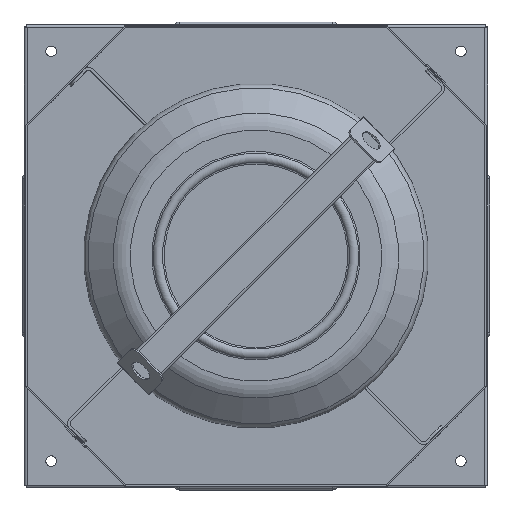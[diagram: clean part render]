
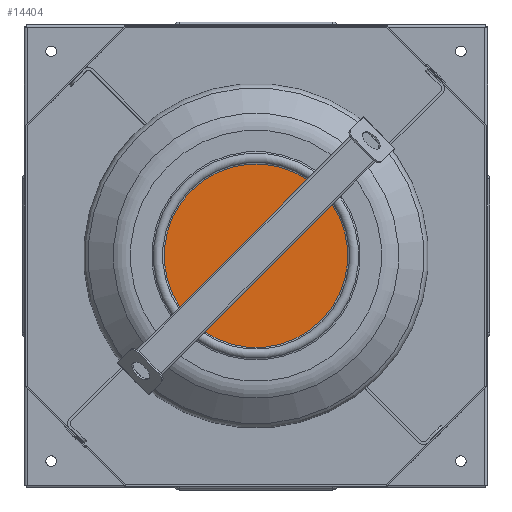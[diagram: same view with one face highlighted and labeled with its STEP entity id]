
A CAD part, top view. The second image highlights one B-rep face of the part: STEP entity #14404.
In plain terms, the highlighted planar face has unit normal (0, 0, 1).
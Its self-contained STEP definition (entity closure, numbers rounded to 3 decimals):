
#14262 = TOROIDAL_SURFACE('',#14263,103.072,2.);
#14263 = AXIS2_PLACEMENT_3D('',#14264,#14265,#14266);
#14264 = CARTESIAN_POINT('',(0.,0.,315.));
#14265 = DIRECTION('',(0.,0.,1.));
#14266 = DIRECTION('',(-0.707,0.707,
    0.));
#14326 = VERTEX_POINT('',#14327);
#14327 = CARTESIAN_POINT('',(72.883,-72.883,313.));
#14351 = EDGE_CURVE('',#14326,#14326,#14352,.T.);
#14352 = SURFACE_CURVE('',#14353,(#14358,#14387),.PCURVE_S1.);
#14353 = CIRCLE('',#14354,103.072);
#14354 = AXIS2_PLACEMENT_3D('',#14355,#14356,#14357);
#14355 = CARTESIAN_POINT('',(0.,0.,313.));
#14356 = DIRECTION('',(0.,0.,-1.));
#14357 = DIRECTION('',(-0.707,0.707,
    0.));
#14358 = PCURVE('',#14262,#14359);
#14359 = DEFINITIONAL_REPRESENTATION('',(#14360),#14386);
#14360 = B_SPLINE_CURVE_WITH_KNOTS('',3,(#14361,#14362,#14363,#14364,
    #14365,#14366,#14367,#14368,#14369,#14370,#14371,#14372,#14373,
    #14374,#14375,#14376,#14377,#14378,#14379,#14380,#14381,#14382,
    #14383,#14384,#14385),.UNSPECIFIED.,.F.,.F.,(4,1,1,1,1,1,1,1,1,1,1,1
    ,1,1,1,1,1,1,1,1,1,1,4),(3.142,3.427,3.713
    ,3.998,4.284,4.57,4.855,
    5.141,5.426,5.712,5.998,
    6.283,6.569,6.854,7.14,
    7.426,7.711,7.997,8.282,
    8.568,8.854,9.139,9.425),
  .QUASI_UNIFORM_KNOTS.);
#14361 = CARTESIAN_POINT('',(9.425,4.712));
#14362 = CARTESIAN_POINT('',(9.33,4.712));
#14363 = CARTESIAN_POINT('',(9.139,4.712));
#14364 = CARTESIAN_POINT('',(8.854,4.712));
#14365 = CARTESIAN_POINT('',(8.568,4.712));
#14366 = CARTESIAN_POINT('',(8.282,4.712));
#14367 = CARTESIAN_POINT('',(7.997,4.712));
#14368 = CARTESIAN_POINT('',(7.711,4.712));
#14369 = CARTESIAN_POINT('',(7.426,4.712));
#14370 = CARTESIAN_POINT('',(7.14,4.712));
#14371 = CARTESIAN_POINT('',(6.854,4.712));
#14372 = CARTESIAN_POINT('',(6.569,4.712));
#14373 = CARTESIAN_POINT('',(6.283,4.712));
#14374 = CARTESIAN_POINT('',(5.998,4.712));
#14375 = CARTESIAN_POINT('',(5.712,4.712));
#14376 = CARTESIAN_POINT('',(5.426,4.712));
#14377 = CARTESIAN_POINT('',(5.141,4.712));
#14378 = CARTESIAN_POINT('',(4.855,4.712));
#14379 = CARTESIAN_POINT('',(4.57,4.712));
#14380 = CARTESIAN_POINT('',(4.284,4.712));
#14381 = CARTESIAN_POINT('',(3.998,4.712));
#14382 = CARTESIAN_POINT('',(3.713,4.712));
#14383 = CARTESIAN_POINT('',(3.427,4.712));
#14384 = CARTESIAN_POINT('',(3.237,4.712));
#14385 = CARTESIAN_POINT('',(3.142,4.712));
#14386 = ( GEOMETRIC_REPRESENTATION_CONTEXT(2) 
PARAMETRIC_REPRESENTATION_CONTEXT() REPRESENTATION_CONTEXT('2D SPACE',''
  ) );
#14387 = PCURVE('',#14388,#14393);
#14388 = PLANE('',#14389);
#14389 = AXIS2_PLACEMENT_3D('',#14390,#14391,#14392);
#14390 = CARTESIAN_POINT('',(49.851,49.851,313.));
#14391 = DIRECTION('',(0.,0.,1.));
#14392 = DIRECTION('',(-0.707,0.707,0.));
#14393 = DEFINITIONAL_REPRESENTATION('',(#14394),#14402);
#14394 = ( BOUNDED_CURVE() B_SPLINE_CURVE(2,(#14395,#14396,#14397,#14398
    ,#14399,#14400,#14401),.UNSPECIFIED.,.F.,.F.) 
B_SPLINE_CURVE_WITH_KNOTS((1,2,2,2,2,1),(-2.094,0.,
    2.094,4.189,6.283,8.378),
.UNSPECIFIED.) CURVE() GEOMETRIC_REPRESENTATION_ITEM() 
RATIONAL_B_SPLINE_CURVE((1.,0.5,1.,0.5,1.,0.5,1.)) REPRESENTATION_ITEM(
  '') );
#14395 = CARTESIAN_POINT('',(103.072,70.5));
#14396 = CARTESIAN_POINT('',(103.072,-108.026));
#14397 = CARTESIAN_POINT('',(-51.536,-18.763));
#14398 = CARTESIAN_POINT('',(-206.144,70.5));
#14399 = CARTESIAN_POINT('',(-51.536,159.763));
#14400 = CARTESIAN_POINT('',(103.072,249.026));
#14401 = CARTESIAN_POINT('',(103.072,70.5));
#14402 = ( GEOMETRIC_REPRESENTATION_CONTEXT(2) 
PARAMETRIC_REPRESENTATION_CONTEXT() REPRESENTATION_CONTEXT('2D SPACE',''
  ) );
#14404 = ADVANCED_FACE('',(#14405),#14388,.T.);
#14405 = FACE_BOUND('',#14406,.T.);
#14406 = EDGE_LOOP('',(#14407));
#14407 = ORIENTED_EDGE('',*,*,#14351,.F.);
